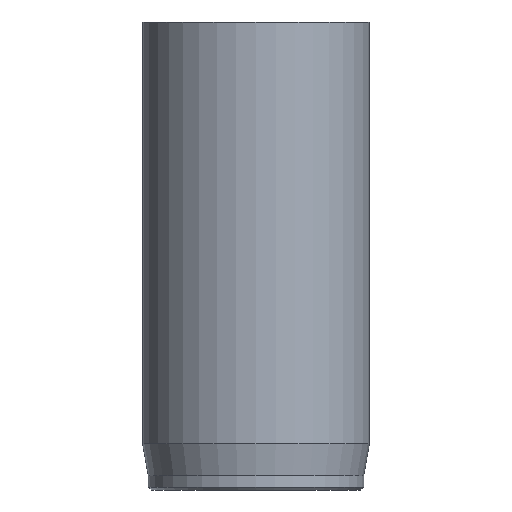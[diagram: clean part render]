
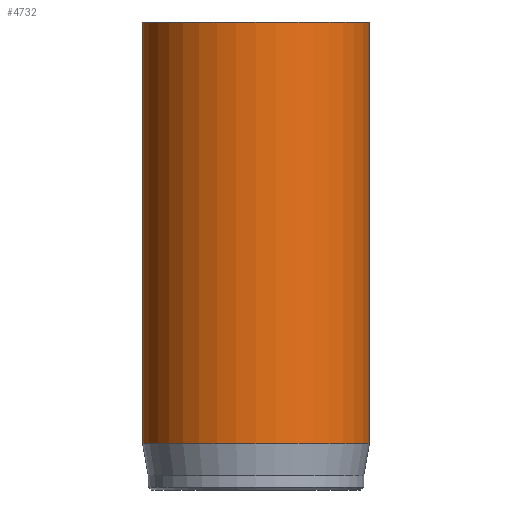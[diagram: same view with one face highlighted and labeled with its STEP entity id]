
A CAD part, front view. The second image highlights one B-rep face of the part: STEP entity #4732.
In plain terms, the highlighted cylindrical face has radius 8 mm (diameter 16 mm), a full revolution.
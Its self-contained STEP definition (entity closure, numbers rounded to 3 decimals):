
#32=CYLINDRICAL_SURFACE('',#4904,8.);
#47=CIRCLE('',#4871,8.);
#63=CIRCLE('',#4902,8.);
#64=CIRCLE('',#4903,8.);
#836=FACE_OUTER_BOUND('',#1117,.T.);
#1117=EDGE_LOOP('',(#4310,#4311,#4312,#4313,#4314));
#1453=LINE('',#9093,#1795);
#1795=VECTOR('',#5450,8.);
#2246=VERTEX_POINT('',#9032);
#2262=VERTEX_POINT('',#9087);
#2263=VERTEX_POINT('',#9088);
#2926=EDGE_CURVE('',#2246,#2246,#47,.T.);
#2950=EDGE_CURVE('',#2262,#2263,#63,.T.);
#2951=EDGE_CURVE('',#2263,#2262,#64,.T.);
#2953=EDGE_CURVE('',#2246,#2262,#1453,.T.);
#4310=ORIENTED_EDGE('',*,*,#2926,.T.);
#4311=ORIENTED_EDGE('',*,*,#2953,.T.);
#4312=ORIENTED_EDGE('',*,*,#2950,.T.);
#4313=ORIENTED_EDGE('',*,*,#2951,.T.);
#4314=ORIENTED_EDGE('',*,*,#2953,.F.);
#4732=ADVANCED_FACE('',(#836),#32,.T.);
#4871=AXIS2_PLACEMENT_3D('',#9033,#5373,#5374);
#4902=AXIS2_PLACEMENT_3D('',#9089,#5443,#5444);
#4903=AXIS2_PLACEMENT_3D('',#9090,#5445,#5446);
#4904=AXIS2_PLACEMENT_3D('',#9092,#5448,#5449);
#5373=DIRECTION('center_axis',(0.,0.,-1.));
#5374=DIRECTION('ref_axis',(-1.,0.,0.));
#5443=DIRECTION('center_axis',(0.,0.,1.));
#5444=DIRECTION('ref_axis',(-1.,0.,0.));
#5445=DIRECTION('center_axis',(0.,0.,1.));
#5446=DIRECTION('ref_axis',(-1.,0.,0.));
#5448=DIRECTION('center_axis',(0.,0.,1.));
#5449=DIRECTION('ref_axis',(-1.,0.,0.));
#5450=DIRECTION('',(0.,0.,-1.));
#9032=CARTESIAN_POINT('',(8.,0.,33.));
#9033=CARTESIAN_POINT('Origin',(0.,0.,33.));
#9087=CARTESIAN_POINT('',(8.,0.,3.269));
#9088=CARTESIAN_POINT('',(-8.,0.,3.269));
#9089=CARTESIAN_POINT('Origin',(0.,0.,3.269));
#9090=CARTESIAN_POINT('Origin',(0.,0.,3.269));
#9092=CARTESIAN_POINT('Origin',(0.,0.,0.));
#9093=CARTESIAN_POINT('',(8.,0.,0.));
